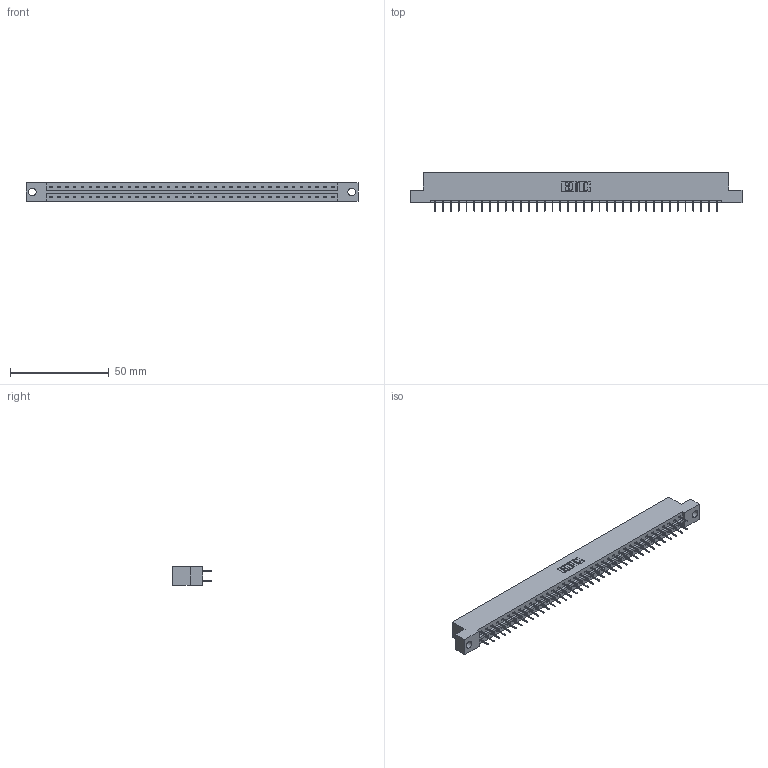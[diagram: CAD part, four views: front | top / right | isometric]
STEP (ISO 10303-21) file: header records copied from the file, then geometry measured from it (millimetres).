
FILE_DESCRIPTION (( 'STEP AP203' ), '1' );
FILE_NAME ('833-074-524-204.STEP', '2020-06-05T16:32:23', ( '' ), ( '' ), 'SwSTEP 2.0', 'SolidWorks 2020', '' );
FILE_SCHEMA (( 'CONFIG_CONTROL_DESIGN' ));
Length unit declared in the file: inch
Products named in the file (3): 833-074-524-204; 345-292-001_345-293-124; 833 Part_Flush - .156 Dia - TH
Assembly tree (75 placements, depth 2):
  833-074-524-204
    833 Part_Flush - .156 Dia - TH
    345-292-001_345-293-124  x74
Bounding box: 168.15 x 19.69 x 9.4 mm (x, y, z)
Volume: 16920.4 mm3; surface area: 19413.7 mm2
Topology: 75 solids, 75 shells, 4258 faces, 12077 edges, 7754 vertices
Faces by surface type: plane 3178, cylinder 1080
Entity records: 24527 total; most frequent: CARTESIAN_POINT 4070, ORIENTED_EDGE 4006, DIRECTION 3487, EDGE_CURVE 2003, LINE 1879, VECTOR 1879, VERTEX_POINT 1330, AXIS2_PLACEMENT_3D 804
